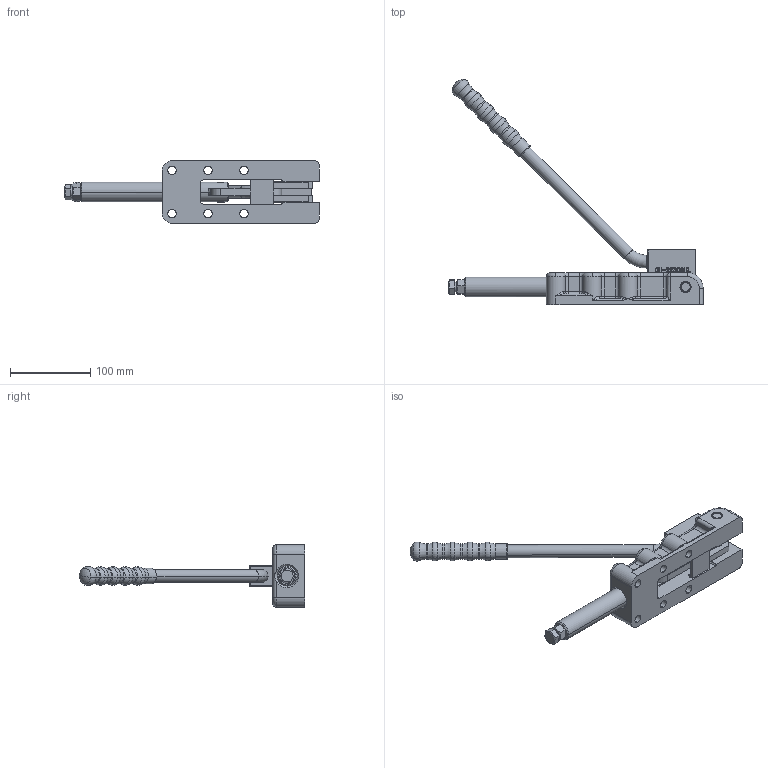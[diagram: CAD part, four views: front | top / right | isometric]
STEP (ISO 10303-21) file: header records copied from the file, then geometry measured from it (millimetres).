
FILE_DESCRIPTION (( 'STEP AP203' ), '1' );
FILE_NAME ('CH-32500HL.STEP', '2010-06-07T11:01:43', ( '微软用户' ), ( '微软中国' ), 'SwSTEP 2.0', 'SolidWorks 2008', '' );
FILE_SCHEMA (( 'CONFIG_CONTROL_DESIGN' ));
Length unit declared in the file: millimetre
Products named in the file (13): M12_默认; 32500-07_默认; 32500-HL-03_默认; 32500HL-04_默认; CH-32500HL; 32500-01_默认; 32500-02_默认; 32500-05_默认; M12-75_默认; 32500-06_默认; 32500HL-01_默认; 32500-HL-02_默认; M8AO_默认
Assembly tree (13 placements, depth 2):
  CH-32500HL
    32500-HL-03_默认
    32500HL-04_默认
    32500-06_默认  x2
    32500-02_默认
    32500-05_默认
    32500HL-01_默认
    M12-75_默认
    32500-01_默认
    M12_默认
    32500-HL-02_默认
    M8AO_默认
    32500-07_默认
Bounding box: 318 x 281.65 x 78 mm (x, y, z)
Volume: 586040.2 mm3; surface area: 159482.2 mm2
Topology: 13 solids, 13 shells, 1027 faces, 2672 edges, 1682 vertices
Faces by surface type: cylinder 336, plane 273, bspline 228, torus 117, cone 69, sphere 4
Entity records: 49789 total; most frequent: CARTESIAN_POINT 25894, ORIENTED_EDGE 5260, DIRECTION 3928, EDGE_CURVE 2630, VERTEX_POINT 1670, AXIS2_PLACEMENT_3D 1373, VECTOR 1182, LINE 1182
